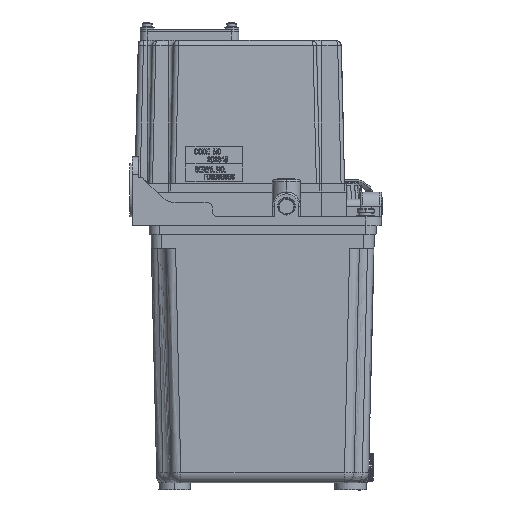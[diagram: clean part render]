
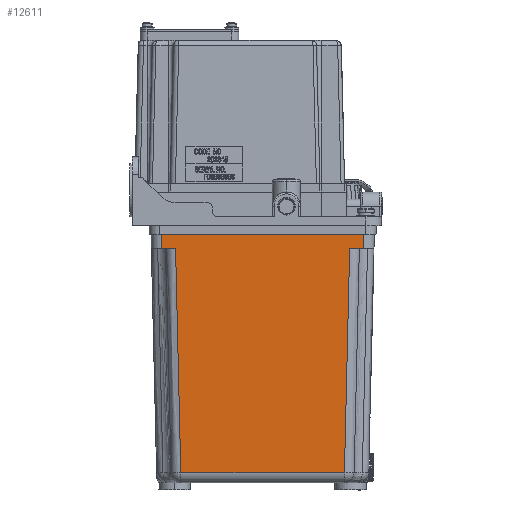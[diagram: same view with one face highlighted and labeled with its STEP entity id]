
A CAD part, left-side view. The second image highlights one B-rep face of the part: STEP entity #12611.
In plain terms, the highlighted planar face has unit normal (-1, 0, -0.024).
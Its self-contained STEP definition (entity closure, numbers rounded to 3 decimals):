
#515 = CARTESIAN_POINT ( 'NONE',  ( -164.344, -10.356, -36.245 ) ) ;
#838 = VECTOR ( 'NONE', #110643, 1000. ) ;
#5228 = VERTEX_POINT ( 'NONE', #101703 ) ;
#8063 = CARTESIAN_POINT ( 'NONE',  ( -163.349, -9.519, -78.628 ) ) ;
#12611 = ADVANCED_FACE ( 'NONE', ( #50596 ), #201056, .T. ) ;
#15517 = EDGE_LOOP ( 'NONE', ( #68884, #62882, #123336, #22877, #53266, #58242, #120730, #78031 ) ) ;
#19123 = LINE ( 'NONE', #104267, #29679 ) ;
#22877 = ORIENTED_EDGE ( 'NONE', *, *, #218321, .T. ) ;
#23861 = EDGE_CURVE ( 'NONE', #152478, #122662, #207472, .T. ) ;
#29679 = VECTOR ( 'NONE', #69442, 1000. ) ;
#30773 = DIRECTION ( 'NONE',  ( 0., -1., 0. ) ) ;
#33740 = CARTESIAN_POINT ( 'NONE',  ( -164.344, 102.146, -36.245 ) ) ;
#34420 = CARTESIAN_POINT ( 'NONE',  ( -164.344, 88.399, -36.245 ) ) ;
#37599 = CARTESIAN_POINT ( 'NONE',  ( -164.532, -18.292, -28.245 ) ) ;
#42553 = CARTESIAN_POINT ( 'NONE',  ( -161.157, -14.917, -171.919 ) ) ;
#43605 = CARTESIAN_POINT ( 'NONE',  ( -161.358, -7.396, -163.386 ) ) ;
#50596 = FACE_OUTER_BOUND ( 'NONE', #15517, .T. ) ;
#51568 = VERTEX_POINT ( 'NONE', #209877 ) ;
#53034 = VERTEX_POINT ( 'NONE', #218567 ) ;
#53266 = ORIENTED_EDGE ( 'NONE', *, *, #191660, .T. ) ;
#57967 = CARTESIAN_POINT ( 'NONE',  ( -161.358, -7.396, -163.386 ) ) ;
#58242 = ORIENTED_EDGE ( 'NONE', *, *, #125025, .F. ) ;
#62882 = ORIENTED_EDGE ( 'NONE', *, *, #157908, .T. ) ;
#66751 = VECTOR ( 'NONE', #161089, 1000. ) ;
#68299 = EDGE_CURVE ( 'NONE', #195657, #167639, #105635, .T. ) ;
#68884 = ORIENTED_EDGE ( 'NONE', *, *, #111538, .T. ) ;
#69227 = CARTESIAN_POINT ( 'NONE',  ( -161.856, 86.032, -142.198 ) ) ;
#69442 = DIRECTION ( 'NONE',  ( 0.023, -0.023, -0.999 ) ) ;
#77801 = CARTESIAN_POINT ( 'NONE',  ( -163.847, -9.962, -57.437 ) ) ;
#78031 = ORIENTED_EDGE ( 'NONE', *, *, #23861, .T. ) ;
#86256 = CARTESIAN_POINT ( 'NONE',  ( -161.358, 85.44, -163.386 ) ) ;
#86991 = CARTESIAN_POINT ( 'NONE',  ( -163.349, 87.563, -78.628 ) ) ;
#97726 = LINE ( 'NONE', #33740, #132088 ) ;
#101703 = CARTESIAN_POINT ( 'NONE',  ( -164.532, 96.335, -28.245 ) ) ;
#103332 = CARTESIAN_POINT ( 'NONE',  ( -163.847, 88.005, -57.437 ) ) ;
#104057 = CARTESIAN_POINT ( 'NONE',  ( -164.344, 88.399, -36.245 ) ) ;
#104267 = CARTESIAN_POINT ( 'NONE',  ( -161.224, 93.027, -169.104 ) ) ;
#105635 = B_SPLINE_CURVE_WITH_KNOTS ( 'NONE', 3,
 ( #43605, #161444, #125938, #8063, #77801, #196205 ),
 .UNSPECIFIED., .F., .F.,
 ( 4, 2, 4 ),
 ( 0.006, 0.069, 0.133 ),
 .UNSPECIFIED. ) ;
#107750 = AXIS2_PLACEMENT_3D ( 'NONE', #147778, #114533, #131517 ) ;
#110643 = DIRECTION ( 'NONE',  ( 0., -1., 0. ) ) ;
#111538 = EDGE_CURVE ( 'NONE', #122662, #51568, #160702, .T. ) ;
#114533 = DIRECTION ( 'NONE',  ( -1., 0., -0.023 ) ) ;
#118238 = DIRECTION ( 'NONE',  ( 0., -1., 0. ) ) ;
#118385 = VERTEX_POINT ( 'NONE', #37599 ) ;
#120730 = ORIENTED_EDGE ( 'NONE', *, *, #191503, .T. ) ;
#122662 = VERTEX_POINT ( 'NONE', #34420 ) ;
#123336 = ORIENTED_EDGE ( 'NONE', *, *, #68299, .T. ) ;
#125025 = EDGE_CURVE ( 'NONE', #5228, #118385, #136162, .T. ) ;
#125938 = CARTESIAN_POINT ( 'NONE',  ( -162.353, -8.533, -121.009 ) ) ;
#131517 = DIRECTION ( 'NONE',  ( -0.023, 0., 1. ) ) ;
#132088 = VECTOR ( 'NONE', #30773, 1000. ) ;
#133363 = CARTESIAN_POINT ( 'NONE',  ( -164.344, 96.147, -36.245 ) ) ;
#136162 = LINE ( 'NONE', #177967, #838 ) ;
#138044 = CARTESIAN_POINT ( 'NONE',  ( -162.353, 86.576, -121.009 ) ) ;
#145745 = VECTOR ( 'NONE', #154500, 1000. ) ;
#147778 = CARTESIAN_POINT ( 'NONE',  ( -161.22, 99.022, -169.245 ) ) ;
#151082 = LINE ( 'NONE', #171502, #145745 ) ;
#152478 = VERTEX_POINT ( 'NONE', #133363 ) ;
#154500 = DIRECTION ( 'NONE',  ( 0., -1., 0. ) ) ;
#157908 = EDGE_CURVE ( 'NONE', #51568, #195657, #151082, .T. ) ;
#160702 = B_SPLINE_CURVE_WITH_KNOTS ( 'NONE', 3,
 ( #104057, #103332, #86991, #138044, #69227, #86256 ),
 .UNSPECIFIED., .F., .F.,
 ( 4, 2, 4 ),
 ( 0., 0.064, 0.127 ),
 .UNSPECIFIED. ) ;
#161089 = DIRECTION ( 'NONE',  ( -0.023, -0.023, 0.999 ) ) ;
#161444 = CARTESIAN_POINT ( 'NONE',  ( -161.856, -7.989, -142.198 ) ) ;
#167639 = VERTEX_POINT ( 'NONE', #515 ) ;
#171502 = CARTESIAN_POINT ( 'NONE',  ( -161.358, 99.022, -163.386 ) ) ;
#175638 = VECTOR ( 'NONE', #118238, 1000. ) ;
#177967 = CARTESIAN_POINT ( 'NONE',  ( -164.532, -24.102, -28.245 ) ) ;
#191503 = EDGE_CURVE ( 'NONE', #5228, #152478, #19123, .T. ) ;
#191660 = EDGE_CURVE ( 'NONE', #53034, #118385, #204428, .T. ) ;
#195657 = VERTEX_POINT ( 'NONE', #57967 ) ;
#196205 = CARTESIAN_POINT ( 'NONE',  ( -164.344, -10.356, -36.245 ) ) ;
#201056 = PLANE ( 'NONE',  #107750 ) ;
#204428 = LINE ( 'NONE', #42553, #66751 ) ;
#207472 = LINE ( 'NONE', #219635, #175638 ) ;
#209877 = CARTESIAN_POINT ( 'NONE',  ( -161.358, 85.44, -163.386 ) ) ;
#218321 = EDGE_CURVE ( 'NONE', #167639, #53034, #97726, .T. ) ;
#218567 = CARTESIAN_POINT ( 'NONE',  ( -164.344, -18.104, -36.245 ) ) ;
#219635 = CARTESIAN_POINT ( 'NONE',  ( -164.344, 102.146, -36.245 ) ) ;
